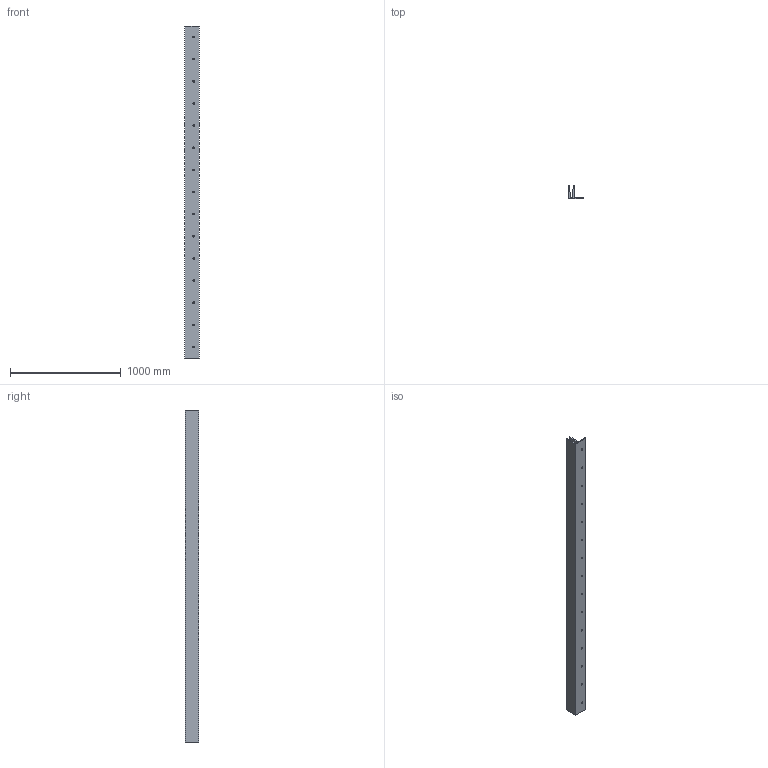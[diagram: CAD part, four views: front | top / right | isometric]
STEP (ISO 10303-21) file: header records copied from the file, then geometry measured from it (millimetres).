
FILE_DESCRIPTION (( 'STEP AP203' ), '1' );
FILE_NAME ('80700-ALU-3M.STEP', '2018-05-04T09:51:39', ( '' ), ( '' ), 'SwSTEP 2.0', 'SolidWorks 2015', '' );
FILE_SCHEMA (( 'CONFIG_CONTROL_DESIGN' ));
Length unit declared in the file: millimetre
Products named in the file (1): 80700-ALU-3M
Bounding box: 130 x 119 x 3000 mm (x, y, z)
Volume: 10153044.9 mm3; surface area: 2137796.4 mm2
Topology: 1 solids, 1 shells, 303 faces, 816 edges, 544 vertices
Faces by surface type: plane 152, bspline 113, cylinder 38
Entity records: 15969 total; most frequent: CARTESIAN_POINT 8921, ORIENTED_EDGE 1632, DIRECTION 1048, EDGE_CURVE 816, VERTEX_POINT 544, LINE 514, VECTOR 514, EDGE_LOOP 362
